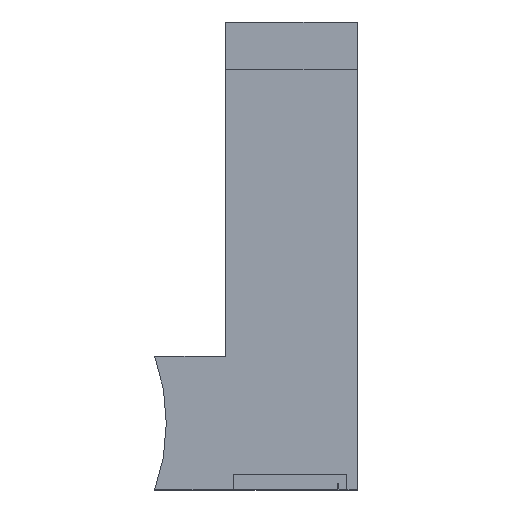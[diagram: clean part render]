
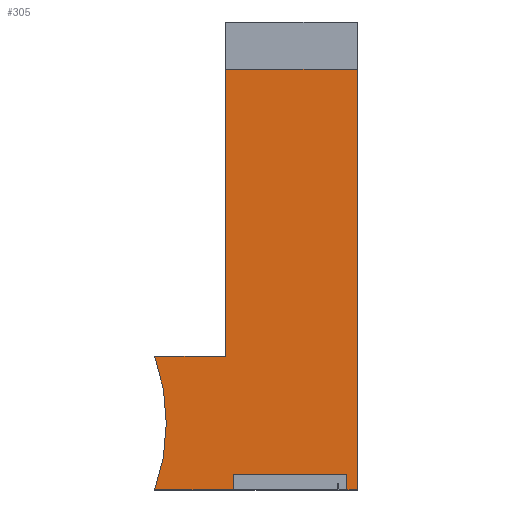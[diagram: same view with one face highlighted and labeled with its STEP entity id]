
A CAD part, top view. The second image highlights one B-rep face of the part: STEP entity #305.
In plain terms, the highlighted planar face has unit normal (0, 0, 1).
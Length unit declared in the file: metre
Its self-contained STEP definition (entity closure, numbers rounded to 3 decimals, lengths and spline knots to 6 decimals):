
#13=CIRCLE('',#336,0.022092);
#24=ORIENTED_EDGE('',*,*,#110,.T.);
#25=ORIENTED_EDGE('',*,*,#111,.F.);
#26=ORIENTED_EDGE('',*,*,#108,.T.);
#27=ORIENTED_EDGE('',*,*,#112,.F.);
#28=ORIENTED_EDGE('',*,*,#113,.F.);
#29=ORIENTED_EDGE('',*,*,#114,.T.);
#30=ORIENTED_EDGE('',*,*,#115,.T.);
#31=ORIENTED_EDGE('',*,*,#116,.T.);
#32=ORIENTED_EDGE('',*,*,#104,.T.);
#33=ORIENTED_EDGE('',*,*,#117,.F.);
#104=EDGE_CURVE('',#148,#147,#175,.T.);
#108=EDGE_CURVE('',#152,#151,#179,.T.);
#110=EDGE_CURVE('',#153,#154,#181,.T.);
#111=EDGE_CURVE('',#152,#154,#182,.T.);
#112=EDGE_CURVE('',#155,#151,#183,.T.);
#113=EDGE_CURVE('',#156,#155,#184,.T.);
#114=EDGE_CURVE('',#156,#157,#185,.T.);
#115=EDGE_CURVE('',#157,#158,#186,.T.);
#116=EDGE_CURVE('',#158,#148,#13,.T.);
#117=EDGE_CURVE('',#153,#147,#187,.T.);
#147=VERTEX_POINT('',#442);
#148=VERTEX_POINT('',#444);
#151=VERTEX_POINT('',#450);
#152=VERTEX_POINT('',#452);
#153=VERTEX_POINT('',#456);
#154=VERTEX_POINT('',#457);
#155=VERTEX_POINT('',#460);
#156=VERTEX_POINT('',#462);
#157=VERTEX_POINT('',#464);
#158=VERTEX_POINT('',#466);
#175=LINE('',#443,#216);
#179=LINE('',#451,#220);
#181=LINE('',#455,#222);
#182=LINE('',#458,#223);
#183=LINE('',#459,#224);
#184=LINE('',#461,#225);
#185=LINE('',#463,#226);
#186=LINE('',#465,#227);
#187=LINE('',#468,#228);
#216=VECTOR('',#360,1.);
#220=VECTOR('',#364,1.);
#222=VECTOR('',#368,1.);
#223=VECTOR('',#369,1.);
#224=VECTOR('',#370,1.);
#225=VECTOR('',#371,1.);
#226=VECTOR('',#372,1.);
#227=VECTOR('',#373,1.);
#228=VECTOR('',#376,1.);
#255=EDGE_LOOP('',(#24,#25,#26,#27,#28,#29,#30,#31,#32,#33));
#272=FACE_BOUND('',#255,.T.);
#289=PLANE('',#335);
#305=ADVANCED_FACE('',(#272),#289,.F.);
#335=AXIS2_PLACEMENT_3D('',#454,#366,#367);
#336=AXIS2_PLACEMENT_3D('',#467,#374,#375);
#360=DIRECTION('',(1.,0.,0.));
#364=DIRECTION('',(1.,0.,0.));
#366=DIRECTION('',(0.,0.,-1.));
#367=DIRECTION('',(1.,0.,0.));
#368=DIRECTION('',(1.,0.,0.));
#369=DIRECTION('',(0.,1.,0.));
#370=DIRECTION('',(0.,-1.,0.));
#371=DIRECTION('',(1.,0.,0.));
#372=DIRECTION('',(0.,-1.,0.));
#373=DIRECTION('',(-1.,0.,0.));
#374=DIRECTION('',(0.,0.,-1.));
#375=DIRECTION('',(-1.,0.,0.));
#376=DIRECTION('',(0.,-1.,0.));
#442=CARTESIAN_POINT('',(-0.016923,0.003185,0.002));
#443=CARTESIAN_POINT('',(0.005191,0.003185,0.002));
#444=CARTESIAN_POINT('',(-0.025759,0.003185,0.002));
#450=CARTESIAN_POINT('',(-0.003009,0.003185,0.002));
#451=CARTESIAN_POINT('',(0.005191,0.003185,0.002));
#452=CARTESIAN_POINT('',(-0.004176,0.003185,0.002));
#454=CARTESIAN_POINT('',(0.005191,0.012467,0.002));
#455=CARTESIAN_POINT('',(-0.015021,0.004876,0.002));
#456=CARTESIAN_POINT('',(-0.016923,0.004876,0.002));
#457=CARTESIAN_POINT('',(-0.004176,0.004876,0.002));
#458=CARTESIAN_POINT('',(-0.004176,0.00403,0.002));
#459=CARTESIAN_POINT('',(-0.003009,0.012467,0.002));
#460=CARTESIAN_POINT('',(-0.003009,0.050412,0.002));
#461=CARTESIAN_POINT('',(-0.010409,0.050412,0.002));
#462=CARTESIAN_POINT('',(-0.017809,0.050412,0.002));
#463=CARTESIAN_POINT('',(-0.017809,0.012467,0.002));
#464=CARTESIAN_POINT('',(-0.017809,0.018185,0.002));
#465=CARTESIAN_POINT('',(0.005191,0.018185,0.002));
#466=CARTESIAN_POINT('',(-0.025759,0.018185,0.002));
#467=CARTESIAN_POINT('',(-0.04654,0.010685,0.002));
#468=CARTESIAN_POINT('',(-0.016923,0.00403,0.002));
